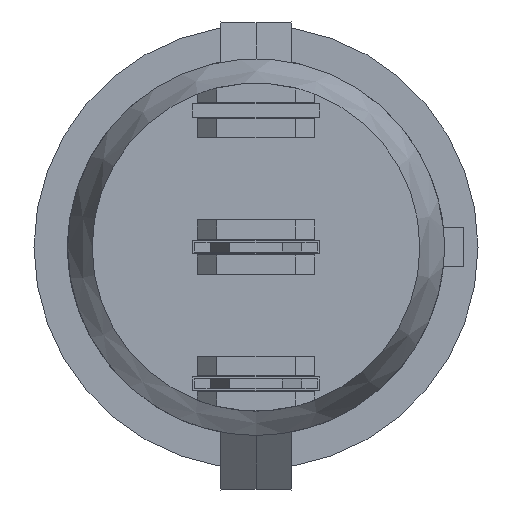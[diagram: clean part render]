
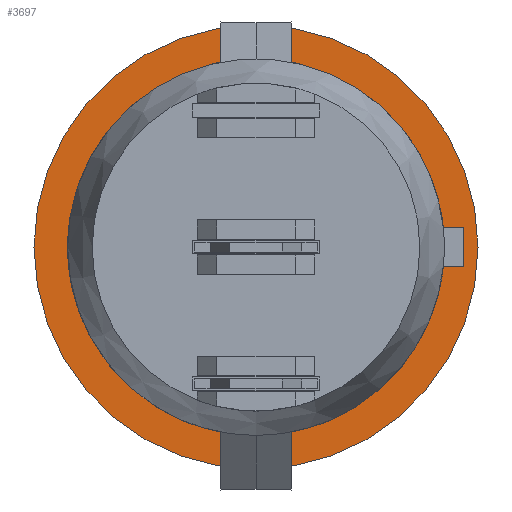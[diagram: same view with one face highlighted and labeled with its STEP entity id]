
A CAD part, front view. The second image highlights one B-rep face of the part: STEP entity #3697.
In plain terms, the highlighted planar face has unit normal (0, -1, 0).
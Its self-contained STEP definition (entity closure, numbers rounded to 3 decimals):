
#127=FACE_BOUND('',#553,.T.);
#165=PLANE('',#3982);
#330=FACE_OUTER_BOUND('',#552,.T.);
#552=EDGE_LOOP('',(#2823));
#553=EDGE_LOOP('',(#2824,#2825,#2826,#2827,#2828,#2829,#2830,#2831,#2832,
#2833,#2834,#2835,#2836,#2837));
#878=LINE('',#5586,#1272);
#879=LINE('',#5588,#1273);
#880=LINE('',#5590,#1274);
#881=LINE('',#5592,#1275);
#882=LINE('',#5594,#1276);
#883=LINE('',#5595,#1277);
#884=LINE('',#5597,#1278);
#885=LINE('',#5599,#1279);
#886=LINE('',#5601,#1280);
#887=LINE('',#5603,#1281);
#888=LINE('',#5605,#1282);
#889=LINE('',#5606,#1283);
#1272=VECTOR('',#4511,1000.);
#1273=VECTOR('',#4512,1000.);
#1274=VECTOR('',#4513,1000.);
#1275=VECTOR('',#4514,1000.);
#1276=VECTOR('',#4515,1000.);
#1277=VECTOR('',#4516,1000.);
#1278=VECTOR('',#4517,1000.);
#1279=VECTOR('',#4518,1000.);
#1280=VECTOR('',#4519,1000.);
#1281=VECTOR('',#4520,1000.);
#1282=VECTOR('',#4521,1000.);
#1283=VECTOR('',#4522,1000.);
#1559=CIRCLE('',#3953,11.375);
#1566=CIRCLE('',#3964,9.65);
#1572=CIRCLE('',#3970,9.65);
#1698=VERTEX_POINT('',#5395);
#1712=VERTEX_POINT('',#5426);
#1713=VERTEX_POINT('',#5428);
#1720=VERTEX_POINT('',#5447);
#1721=VERTEX_POINT('',#5449);
#1782=VERTEX_POINT('',#5585);
#1783=VERTEX_POINT('',#5587);
#1784=VERTEX_POINT('',#5589);
#1785=VERTEX_POINT('',#5591);
#1786=VERTEX_POINT('',#5593);
#1787=VERTEX_POINT('',#5596);
#1788=VERTEX_POINT('',#5598);
#1789=VERTEX_POINT('',#5600);
#1790=VERTEX_POINT('',#5602);
#1791=VERTEX_POINT('',#5604);
#2085=EDGE_CURVE('',#1698,#1698,#1559,.T.);
#2101=EDGE_CURVE('',#1712,#1713,#1566,.T.);
#2114=EDGE_CURVE('',#1720,#1721,#1572,.T.);
#2182=EDGE_CURVE('',#1720,#1782,#878,.T.);
#2183=EDGE_CURVE('',#1783,#1782,#879,.T.);
#2184=EDGE_CURVE('',#1784,#1783,#880,.T.);
#2185=EDGE_CURVE('',#1784,#1785,#881,.T.);
#2186=EDGE_CURVE('',#1785,#1786,#882,.T.);
#2187=EDGE_CURVE('',#1713,#1786,#883,.T.);
#2188=EDGE_CURVE('',#1787,#1712,#884,.T.);
#2189=EDGE_CURVE('',#1787,#1788,#885,.T.);
#2190=EDGE_CURVE('',#1789,#1788,#886,.T.);
#2191=EDGE_CURVE('',#1789,#1790,#887,.T.);
#2192=EDGE_CURVE('',#1791,#1790,#888,.T.);
#2193=EDGE_CURVE('',#1791,#1721,#889,.T.);
#2823=ORIENTED_EDGE('',*,*,#2085,.F.);
#2824=ORIENTED_EDGE('',*,*,#2114,.F.);
#2825=ORIENTED_EDGE('',*,*,#2182,.T.);
#2826=ORIENTED_EDGE('',*,*,#2183,.F.);
#2827=ORIENTED_EDGE('',*,*,#2184,.F.);
#2828=ORIENTED_EDGE('',*,*,#2185,.T.);
#2829=ORIENTED_EDGE('',*,*,#2186,.T.);
#2830=ORIENTED_EDGE('',*,*,#2187,.F.);
#2831=ORIENTED_EDGE('',*,*,#2101,.F.);
#2832=ORIENTED_EDGE('',*,*,#2188,.F.);
#2833=ORIENTED_EDGE('',*,*,#2189,.T.);
#2834=ORIENTED_EDGE('',*,*,#2190,.F.);
#2835=ORIENTED_EDGE('',*,*,#2191,.T.);
#2836=ORIENTED_EDGE('',*,*,#2192,.F.);
#2837=ORIENTED_EDGE('',*,*,#2193,.T.);
#3697=ADVANCED_FACE('',(#330,#127),#165,.F.);
#3953=AXIS2_PLACEMENT_3D('',#5396,#4375,#4376);
#3964=AXIS2_PLACEMENT_3D('',#5429,#4404,#4405);
#3970=AXIS2_PLACEMENT_3D('',#5450,#4423,#4424);
#3982=AXIS2_PLACEMENT_3D('',#5584,#4509,#4510);
#4375=DIRECTION('center_axis',(0.,1.,0.));
#4376=DIRECTION('ref_axis',(0.,0.,1.));
#4404=DIRECTION('center_axis',(0.,-1.,0.));
#4405=DIRECTION('ref_axis',(0.,0.,1.));
#4423=DIRECTION('center_axis',(0.,-1.,0.));
#4424=DIRECTION('ref_axis',(0.,0.,1.));
#4509=DIRECTION('center_axis',(0.,1.,0.));
#4510=DIRECTION('ref_axis',(0.,0.,1.));
#4511=DIRECTION('',(1.,0.,0.022));
#4512=DIRECTION('',(0.,0.,1.));
#4513=DIRECTION('',(1.,0.,-0.022));
#4514=DIRECTION('',(-1.,0.,-0.022));
#4515=DIRECTION('',(0.,0.,1.));
#4516=DIRECTION('',(-1.,0.,0.022));
#4517=DIRECTION('',(1.,0.,0.029));
#4518=DIRECTION('',(0.,0.,1.));
#4519=DIRECTION('',(-1.,0.,0.022));
#4520=DIRECTION('',(1.,0.,0.022));
#4521=DIRECTION('',(0.,0.,1.));
#4522=DIRECTION('',(-1.,0.,0.029));
#5395=CARTESIAN_POINT('',(0.,0.,11.375));
#5396=CARTESIAN_POINT('Origin',(0.,0.,0.));
#5426=CARTESIAN_POINT('',(-0.566,0.,9.633));
#5428=CARTESIAN_POINT('',(-0.419,0.,-9.641));
#5429=CARTESIAN_POINT('Origin',(0.,0.,0.));
#5447=CARTESIAN_POINT('',(0.419,0.,-9.641));
#5449=CARTESIAN_POINT('',(0.566,0.,9.633));
#5450=CARTESIAN_POINT('Origin',(0.,0.,0.));
#5584=CARTESIAN_POINT('Origin',(0.,0.,0.));
#5585=CARTESIAN_POINT('',(1.8,0.,-9.611));
#5586=CARTESIAN_POINT('',(0.209,0.,-9.645));
#5587=CARTESIAN_POINT('',(1.8,0.,-10.684));
#5588=CARTESIAN_POINT('',(1.8,0.,0.));
#5589=CARTESIAN_POINT('',(0.,0.,-10.645));
#5590=CARTESIAN_POINT('',(-0.231,0.,-10.64));
#5591=CARTESIAN_POINT('',(-1.8,0.,-10.684));
#5592=CARTESIAN_POINT('',(0.231,0.,-10.64));
#5593=CARTESIAN_POINT('',(-1.8,0.,-9.611));
#5594=CARTESIAN_POINT('',(-1.8,0.,0.));
#5595=CARTESIAN_POINT('',(-0.209,0.,-9.645));
#5596=CARTESIAN_POINT('',(-1.8,0.,9.597));
#5597=CARTESIAN_POINT('',(-0.283,0.,9.642));
#5598=CARTESIAN_POINT('',(-1.8,0.,9.689));
#5599=CARTESIAN_POINT('',(-1.8,0.,0.));
#5600=CARTESIAN_POINT('',(0.,0.,9.65));
#5601=CARTESIAN_POINT('',(0.209,0.,9.645));
#5602=CARTESIAN_POINT('',(1.8,0.,9.689));
#5603=CARTESIAN_POINT('',(-0.209,0.,9.645));
#5604=CARTESIAN_POINT('',(1.8,0.,9.597));
#5605=CARTESIAN_POINT('',(1.8,0.,0.));
#5606=CARTESIAN_POINT('',(0.283,0.,9.642));
